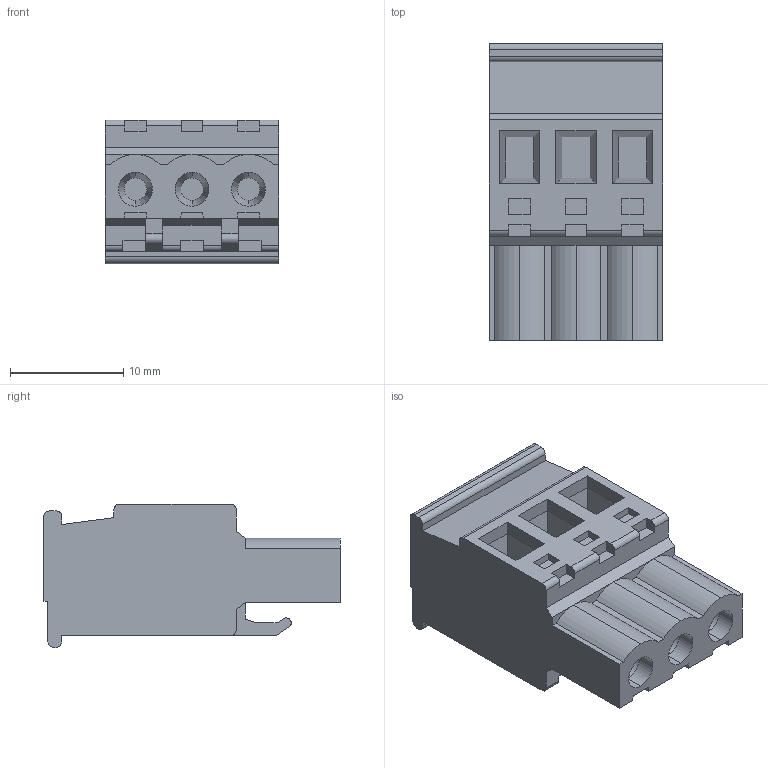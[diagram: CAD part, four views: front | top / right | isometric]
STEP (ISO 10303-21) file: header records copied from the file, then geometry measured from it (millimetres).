
FILE_DESCRIPTION (( 'STEP AP214' ), '1' );
FILE_NAME ('P3-RS485CON.STEP', '2015-04-23T14:24:26', ( '' ), ( '' ), 'SwSTEP 2.0', 'SolidWorks 2014', '' );
FILE_SCHEMA (( 'AUTOMOTIVE_DESIGN' ));
Length unit declared in the file: millimetre
Products named in the file (1): P3-RS485CON
Bounding box: 15.3 x 26.2 x 12.7 mm (x, y, z)
Volume: 3226.3 mm3; surface area: 2191 mm2
Topology: 1 solids, 1 shells, 218 faces, 567 edges, 366 vertices
Faces by surface type: plane 172, cylinder 40, cone 6
Entity records: 6807 total; most frequent: CARTESIAN_POINT 1152, ORIENTED_EDGE 1134, DIRECTION 1097, EDGE_CURVE 567, VECTOR 475, LINE 475, VERTEX_POINT 366, AXIS2_PLACEMENT_3D 311
